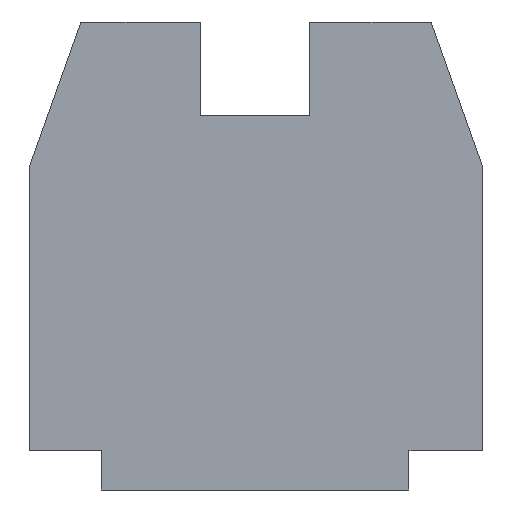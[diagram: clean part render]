
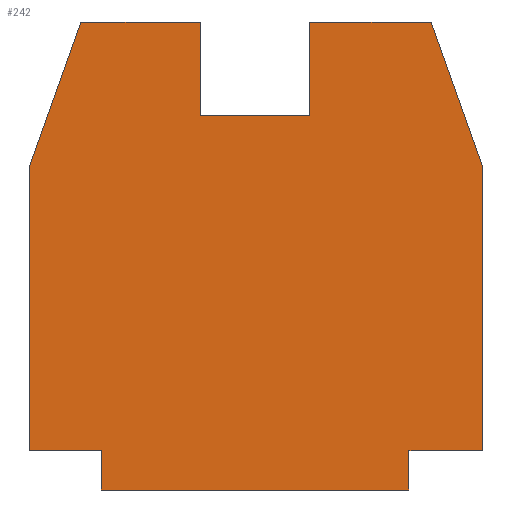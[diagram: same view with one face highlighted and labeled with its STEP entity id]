
A CAD part, left-side view. The second image highlights one B-rep face of the part: STEP entity #242.
In plain terms, the highlighted planar face has unit normal (-1, 0, 0).
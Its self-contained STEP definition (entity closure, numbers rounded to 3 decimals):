
#60 = VERTEX_POINT ( 'NONE', #635 ) ;
#66 = EDGE_CURVE ( 'NONE', #156, #131, #623, .T. ) ;
#73 = VERTEX_POINT ( 'NONE', #661 ) ;
#74 = EDGE_CURVE ( 'NONE', #73, #94, #660, .T. ) ;
#94 = VERTEX_POINT ( 'NONE', #471 ) ;
#99 = EDGE_CURVE ( 'NONE', #60, #100, #546, .T. ) ;
#100 = VERTEX_POINT ( 'NONE', #542 ) ;
#131 = VERTEX_POINT ( 'NONE', #509 ) ;
#137 = EDGE_CURVE ( 'NONE', #131, #60, #504, .T. ) ;
#146 = EDGE_CURVE ( 'NONE', #164, #147, #693, .T. ) ;
#147 = VERTEX_POINT ( 'NONE', #874 ) ;
#155 = EDGE_CURVE ( 'NONE', #147, #156, #690, .T. ) ;
#156 = VERTEX_POINT ( 'NONE', #750 ) ;
#163 = EDGE_CURVE ( 'NONE', #94, #164, #715, .T. ) ;
#164 = VERTEX_POINT ( 'NONE', #817 ) ;
#187 = VERTEX_POINT ( 'NONE', #677 ) ;
#193 = EDGE_CURVE ( 'NONE', #309, #187, #721, .T. ) ;
#235 = ORIENTED_EDGE ( 'NONE', *, *, #312, .F. ) ;
#236 = ORIENTED_EDGE ( 'NONE', *, *, #193, .F. ) ;
#237 = VERTEX_POINT ( 'NONE', #812 ) ;
#238 = ORIENTED_EDGE ( 'NONE', *, *, #308, .F. ) ;
#239 = ORIENTED_EDGE ( 'NONE', *, *, #449, .F. ) ;
#240 = ORIENTED_EDGE ( 'NONE', *, *, #99, .F. ) ;
#242 = ADVANCED_FACE ( 'NONE', ( #811 ), #808, .F. ) ;
#243 = EDGE_LOOP ( 'NONE', ( #343, #344, #235, #236, #238, #239, #240, #334, #335, #336, #337, #338, #339, #329 ) ) ;
#308 = EDGE_CURVE ( 'NONE', #447, #309, #908, .T. ) ;
#309 = VERTEX_POINT ( 'NONE', #904 ) ;
#312 = EDGE_CURVE ( 'NONE', #187, #313, #903, .T. ) ;
#313 = VERTEX_POINT ( 'NONE', #899 ) ;
#325 = EDGE_CURVE ( 'NONE', #349, #237, #1026, .T. ) ;
#327 = EDGE_CURVE ( 'NONE', #237, #73, #1019, .T. ) ;
#329 = ORIENTED_EDGE ( 'NONE', *, *, #327, .F. ) ;
#334 = ORIENTED_EDGE ( 'NONE', *, *, #137, .F. ) ;
#335 = ORIENTED_EDGE ( 'NONE', *, *, #66, .F. ) ;
#336 = ORIENTED_EDGE ( 'NONE', *, *, #155, .F. ) ;
#337 = ORIENTED_EDGE ( 'NONE', *, *, #146, .F. ) ;
#338 = ORIENTED_EDGE ( 'NONE', *, *, #163, .F. ) ;
#339 = ORIENTED_EDGE ( 'NONE', *, *, #74, .F. ) ;
#343 = ORIENTED_EDGE ( 'NONE', *, *, #325, .F. ) ;
#344 = ORIENTED_EDGE ( 'NONE', *, *, #348, .F. ) ;
#348 = EDGE_CURVE ( 'NONE', #313, #349, #1008, .T. ) ;
#349 = VERTEX_POINT ( 'NONE', #937 ) ;
#447 = VERTEX_POINT ( 'NONE', #1183 ) ;
#449 = EDGE_CURVE ( 'NONE', #100, #447, #1154, .T. ) ;
#471 = CARTESIAN_POINT ( 'NONE',  ( -2.811, 4.014, 13.742 ) ) ;
#501 = DIRECTION ( 'NONE',  ( 0., 0., -1. ) ) ;
#502 = VECTOR ( 'NONE', #501, 1000. ) ;
#503 = CARTESIAN_POINT ( 'NONE',  ( -2.811, -18.935, -18.536 ) ) ;
#504 = LINE ( 'NONE', #503, #502 ) ;
#509 = CARTESIAN_POINT ( 'NONE',  ( -2.811, -18.935, 9.551 ) ) ;
#542 = CARTESIAN_POINT ( 'NONE',  ( -2.811, -12.928, -13.461 ) ) ;
#543 = DIRECTION ( 'NONE',  ( 0., 1., 0. ) ) ;
#544 = VECTOR ( 'NONE', #543, 1000. ) ;
#545 = CARTESIAN_POINT ( 'NONE',  ( -2.811, -20.778, -13.461 ) ) ;
#546 = LINE ( 'NONE', #545, #544 ) ;
#623 = LINE ( 'NONE', #654, #653 ) ;
#635 = CARTESIAN_POINT ( 'NONE',  ( -2.811, -18.935, -13.461 ) ) ;
#652 = DIRECTION ( 'NONE',  ( 0., -0.335, -0.942 ) ) ;
#653 = VECTOR ( 'NONE', #652, 1000. ) ;
#654 = CARTESIAN_POINT ( 'NONE',  ( -2.811, -14.731, 21.362 ) ) ;
#657 = DIRECTION ( 'NONE',  ( 0., 0., -1. ) ) ;
#658 = VECTOR ( 'NONE', #657, 1000. ) ;
#659 = CARTESIAN_POINT ( 'NONE',  ( -2.811, 4.014, -18.536 ) ) ;
#660 = LINE ( 'NONE', #659, #658 ) ;
#661 = CARTESIAN_POINT ( 'NONE',  ( -2.811, 4.014, 21.362 ) ) ;
#677 = CARTESIAN_POINT ( 'NONE',  ( -2.811, 12.066, -13.461 ) ) ;
#690 = LINE ( 'NONE', #754, #753 ) ;
#691 = VECTOR ( 'NONE', #875, 1000. ) ;
#692 = CARTESIAN_POINT ( 'NONE',  ( -2.811, -4.876, -18.536 ) ) ;
#693 = LINE ( 'NONE', #692, #691 ) ;
#715 = LINE ( 'NONE', #820, #819 ) ;
#720 = CARTESIAN_POINT ( 'NONE',  ( -2.811, 12.066, -18.536 ) ) ;
#721 = LINE ( 'NONE', #720, #869 ) ;
#750 = CARTESIAN_POINT ( 'NONE',  ( -2.811, -14.731, 21.362 ) ) ;
#752 = DIRECTION ( 'NONE',  ( 0., -1., 0. ) ) ;
#753 = VECTOR ( 'NONE', #752, 1000. ) ;
#754 = CARTESIAN_POINT ( 'NONE',  ( -2.811, -20.778, 21.362 ) ) ;
#808 = PLANE ( 'NONE',  #810 ) ;
#809 = CARTESIAN_POINT ( 'NONE',  ( -2.811, -20.778, -18.536 ) ) ;
#810 = AXIS2_PLACEMENT_3D ( 'NONE', #809, #839, #838 ) ;
#811 = FACE_OUTER_BOUND ( 'NONE', #243, .T. ) ;
#812 = CARTESIAN_POINT ( 'NONE',  ( -2.811, 13.717, 21.362 ) ) ;
#817 = CARTESIAN_POINT ( 'NONE',  ( -2.811, -4.876, 13.742 ) ) ;
#818 = DIRECTION ( 'NONE',  ( 0., -1., 0. ) ) ;
#819 = VECTOR ( 'NONE', #818, 1000. ) ;
#820 = CARTESIAN_POINT ( 'NONE',  ( -2.811, -20.778, 13.742 ) ) ;
#838 = DIRECTION ( 'NONE',  ( 0., 1., 0. ) ) ;
#839 = DIRECTION ( 'NONE',  ( 1., 0., 0. ) ) ;
#868 = DIRECTION ( 'NONE',  ( 0., 0., 1. ) ) ;
#869 = VECTOR ( 'NONE', #868, 1000. ) ;
#874 = CARTESIAN_POINT ( 'NONE',  ( -2.811, -4.876, 21.362 ) ) ;
#875 = DIRECTION ( 'NONE',  ( 0., 0., 1. ) ) ;
#899 = CARTESIAN_POINT ( 'NONE',  ( -2.811, 17.92, -13.461 ) ) ;
#900 = DIRECTION ( 'NONE',  ( 0., 1., 0. ) ) ;
#901 = VECTOR ( 'NONE', #900, 1000. ) ;
#902 = CARTESIAN_POINT ( 'NONE',  ( -2.811, -20.778, -13.461 ) ) ;
#903 = LINE ( 'NONE', #902, #901 ) ;
#904 = CARTESIAN_POINT ( 'NONE',  ( -2.811, 12.066, -16.636 ) ) ;
#905 = DIRECTION ( 'NONE',  ( 0., 1., 0. ) ) ;
#906 = VECTOR ( 'NONE', #905, 1000. ) ;
#907 = CARTESIAN_POINT ( 'NONE',  ( -2.811, -20.778, -16.636 ) ) ;
#908 = LINE ( 'NONE', #907, #906 ) ;
#937 = CARTESIAN_POINT ( 'NONE',  ( -2.811, 17.92, 9.551 ) ) ;
#938 = DIRECTION ( 'NONE',  ( 0., 0., 1. ) ) ;
#939 = VECTOR ( 'NONE', #938, 1000. ) ;
#940 = CARTESIAN_POINT ( 'NONE',  ( -2.811, 17.92, -18.536 ) ) ;
#1008 = LINE ( 'NONE', #940, #939 ) ;
#1016 = DIRECTION ( 'NONE',  ( 0., -1., 0. ) ) ;
#1017 = VECTOR ( 'NONE', #1016, 1000. ) ;
#1018 = CARTESIAN_POINT ( 'NONE',  ( -2.811, -20.778, 21.362 ) ) ;
#1019 = LINE ( 'NONE', #1018, #1017 ) ;
#1020 = DIRECTION ( 'NONE',  ( 0., -0.335, 0.942 ) ) ;
#1021 = VECTOR ( 'NONE', #1020, 1000. ) ;
#1022 = CARTESIAN_POINT ( 'NONE',  ( -2.811, 17.92, 9.551 ) ) ;
#1026 = LINE ( 'NONE', #1022, #1021 ) ;
#1154 = LINE ( 'NONE', #1179, #1178 ) ;
#1177 = DIRECTION ( 'NONE',  ( 0., 0., -1. ) ) ;
#1178 = VECTOR ( 'NONE', #1177, 1000. ) ;
#1179 = CARTESIAN_POINT ( 'NONE',  ( -2.811, -12.928, -18.536 ) ) ;
#1183 = CARTESIAN_POINT ( 'NONE',  ( -2.811, -12.928, -16.636 ) ) ;
